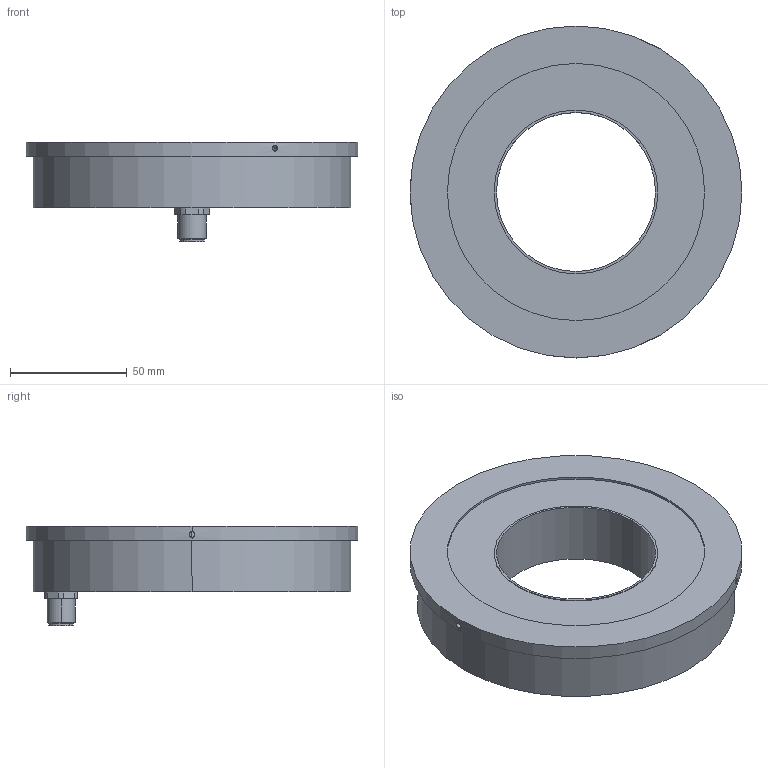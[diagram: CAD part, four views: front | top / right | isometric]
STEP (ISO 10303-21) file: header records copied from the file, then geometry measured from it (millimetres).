
FILE_DESCRIPTION((''),'2;1');
FILE_NAME('MV400_LED_RINGLICHT_REDUZIERT_ASM','2015-01-21T',('suu37216'),(''),'PRO/ENGINEER BY PARAMETRIC TECHNOLOGY CORPORATION, 2011420','PRO/ENGINEER BY PARAMETRIC TECHNOLOGY CORPORATION, 2011420','');
FILE_SCHEMA(('CONFIG_CONTROL_DESIGN'));
Length unit declared in the file: millimetre
Products named in the file (6): MV400_LED_RING_LIGHT_GEH_USE_V1; MV400_LED_RING_LIGHT_STREUSCHEI; BINDER_FLANSCHSTECKER__VON_VORN; CRC70_OBERSCHALE_V1; ASSEM1_ASM; MV400_LED_RINGLICHT_REDUZIERT_ASM
Assembly tree (5 placements, depth 3):
  MV400_LED_RINGLICHT_REDUZIERT_ASM
    ASSEM1_ASM
      MV400_LED_RING_LIGHT_GEH_USE_V1
      MV400_LED_RING_LIGHT_STREUSCHEI
      BINDER_FLANSCHSTECKER__VON_VORN
      CRC70_OBERSCHALE_V1
Bounding box: 142 x 142 x 42.5 mm (x, y, z)
Volume: 150604.8 mm3; surface area: 94222.4 mm2
Topology: 4 solids, 4 shells, 261 faces, 650 edges, 414 vertices
Faces by surface type: cylinder 117, plane 76, cone 56, sphere 8, torus 4
Entity records: 10020 total; most frequent: CARTESIAN_POINT 1564, DIRECTION 1478, ORIENTED_EDGE 1268, EDGE_CURVE 634, AXIS2_PLACEMENT_3D 604, VERTEX_POINT 414, CIRCLE 328, EDGE_LOOP 308
